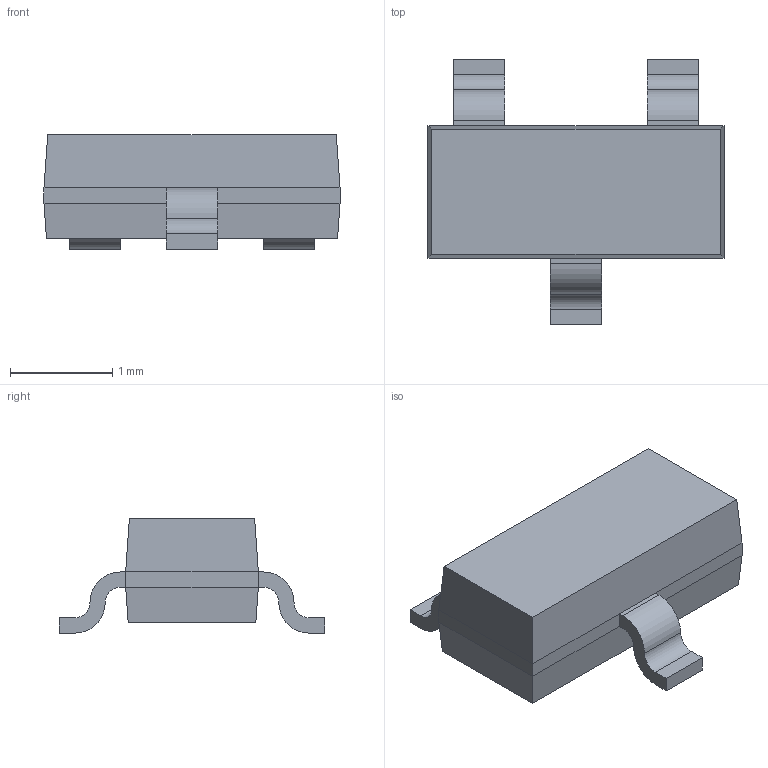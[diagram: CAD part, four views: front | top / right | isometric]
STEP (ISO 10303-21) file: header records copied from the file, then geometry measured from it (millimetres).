
FILE_DESCRIPTION(/* description */ (''),/* implementation_level */ '2;1');
FILE_NAME(/* name */ 'LM45CIM3.stp',/* time_stamp */ '2014-06-12T10:11:49+02:00',/* author */ (''),/* organization */ (''),/* preprocessor_version */ 'ST-DEVELOPER v15',/* originating_system */ 'SIEMENS PLM Software NX 8.5',/* authorisation */ '');
FILE_SCHEMA (('AP203_CONFIGURATION_CONTROLLED_3D_DESIGN_OF_MECHANICAL_PARTS_AND_ASSEMBLIES_MIM_LF { 1 0 10303 403 2 1 2}'));
Length unit declared in the file: millimetre
Products named in the file (1): LM45CIM3
Bounding box: 2.9 x 2.6 x 1.12 mm (x, y, z)
Volume: 3.9 mm3; surface area: 19 mm2
Topology: 1 solids, 1 shells, 50 faces, 124 edges, 80 vertices
Faces by surface type: plane 38, cylinder 12
Entity records: 1551 total; most frequent: CARTESIAN_POINT 255, DIRECTION 250, ORIENTED_EDGE 248, EDGE_CURVE 124, LINE 100, VECTOR 100, VERTEX_POINT 76, AXIS2_PLACEMENT_3D 75
